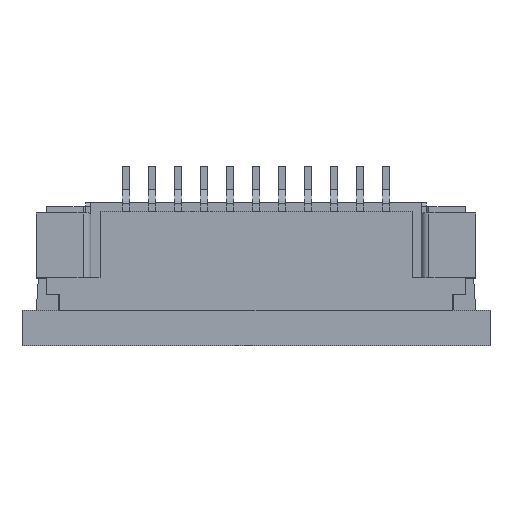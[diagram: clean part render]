
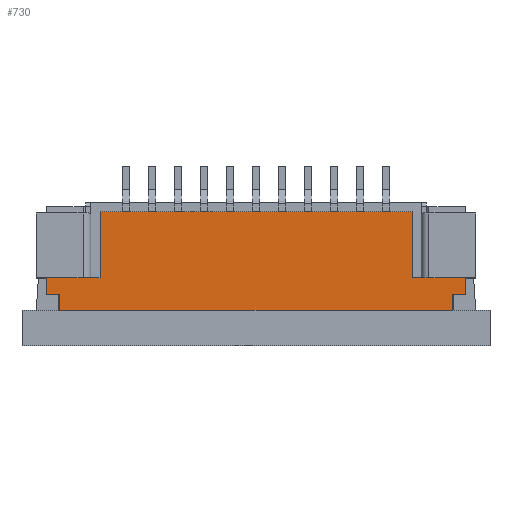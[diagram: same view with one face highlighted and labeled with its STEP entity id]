
A CAD part, top view. The second image highlights one B-rep face of the part: STEP entity #730.
In plain terms, the highlighted planar face has unit normal (0, 0, 1).
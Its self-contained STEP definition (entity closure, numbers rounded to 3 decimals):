
#730=ADVANCED_FACE('',(#3806),#3808,.T.);
#3806=FACE_BOUND('',#3807,.T.);
#3807=EDGE_LOOP('',(#6246,#6247,#6248,#6249,#6250,#6251,#6252,#6253,#6254,#6255,
#6256,#6257));
#3808=PLANE('',#3809);
#3809=AXIS2_PLACEMENT_3D('',#3810,#3811,#3812);
#3810=CARTESIAN_POINT('',(8.05,1.35,2.45));
#3811=DIRECTION('',(0.,-0.,1.));
#3812=DIRECTION('',(0.,1.,0.));
#6246=ORIENTED_EDGE('',*,*,#8115,.T.);
#6247=ORIENTED_EDGE('',*,*,#8117,.T.);
#6248=ORIENTED_EDGE('',*,*,#8118,.T.);
#6249=ORIENTED_EDGE('',*,*,#8119,.T.);
#6250=ORIENTED_EDGE('',*,*,#8120,.T.);
#6251=ORIENTED_EDGE('',*,*,#8121,.T.);
#6252=ORIENTED_EDGE('',*,*,#8122,.T.);
#6253=ORIENTED_EDGE('',*,*,#8123,.F.);
#6254=ORIENTED_EDGE('',*,*,#8124,.T.);
#6255=ORIENTED_EDGE('',*,*,#8125,.T.);
#6256=ORIENTED_EDGE('',*,*,#8068,.F.);
#6257=ORIENTED_EDGE('',*,*,#8059,.T.);
#8059=EDGE_CURVE('',#9128,#9138,#9140,.F.);
#8068=EDGE_CURVE('',#9128,#9156,#9157,.T.);
#8115=EDGE_CURVE('',#9138,#9244,#9245,.T.);
#8117=EDGE_CURVE('',#9244,#9247,#9248,.T.);
#8118=EDGE_CURVE('',#9247,#9249,#9250,.F.);
#8119=EDGE_CURVE('',#9249,#9251,#9252,.F.);
#8120=EDGE_CURVE('',#9251,#9253,#9254,.F.);
#8121=EDGE_CURVE('',#9253,#9255,#9256,.F.);
#8122=EDGE_CURVE('',#9255,#9257,#9258,.F.);
#8123=EDGE_CURVE('',#9259,#9257,#9260,.T.);
#8124=EDGE_CURVE('',#9259,#9261,#9262,.F.);
#8125=EDGE_CURVE('',#9261,#9156,#9263,.T.);
#9128=VERTEX_POINT('',#10638);
#9138=VERTEX_POINT('',#10658);
#9140=LINE('',#10662,#10663);
#9156=VERTEX_POINT('',#10696);
#9157=LINE('',#10697,#10698);
#9244=VERTEX_POINT('',#10878);
#9245=LINE('',#10879,#10880);
#9247=VERTEX_POINT('',#10885);
#9248=LINE('',#10886,#10887);
#9249=VERTEX_POINT('',#10889);
#9250=LINE('',#10890,#10891);
#9251=VERTEX_POINT('',#10893);
#9252=LINE('',#10894,#10895);
#9253=VERTEX_POINT('',#10897);
#9254=LINE('',#10898,#10899);
#9255=VERTEX_POINT('',#10901);
#9256=LINE('',#10902,#10903);
#9257=VERTEX_POINT('',#10905);
#9258=LINE('',#10906,#10907);
#9259=VERTEX_POINT('',#10909);
#9260=LINE('',#10910,#10911);
#9261=VERTEX_POINT('',#10913);
#9262=LINE('',#10914,#10915);
#9263=LINE('',#10917,#10918);
#10638=CARTESIAN_POINT('',(7.55,1.35,2.45));
#10658=CARTESIAN_POINT('',(7.55,1.95,2.45));
#10662=CARTESIAN_POINT('',(7.55,1.95,2.45));
#10663=VECTOR('',#10664,1.);
#10664=DIRECTION('',(0.,-1.,0.));
#10696=CARTESIAN_POINT('',(-7.55,1.35,2.45));
#10697=CARTESIAN_POINT('',(7.55,1.35,2.45));
#10698=VECTOR('',#10699,1.);
#10699=DIRECTION('',(-1.,0.,0.));
#10878=CARTESIAN_POINT('',(8.05,1.95,2.45));
#10879=CARTESIAN_POINT('',(7.55,1.95,2.45));
#10880=VECTOR('',#10881,1.);
#10881=DIRECTION('',(1.,0.,0.));
#10885=CARTESIAN_POINT('',(8.05,2.6,2.45));
#10886=CARTESIAN_POINT('',(8.05,1.95,2.45));
#10887=VECTOR('',#10888,1.);
#10888=DIRECTION('',(0.,1.,0.));
#10889=CARTESIAN_POINT('',(6.,2.6,2.45));
#10890=CARTESIAN_POINT('',(6.,2.6,2.45));
#10891=VECTOR('',#10892,1.);
#10892=DIRECTION('',(1.,0.,0.));
#10893=CARTESIAN_POINT('',(6.,5.15,2.45));
#10894=CARTESIAN_POINT('',(6.,5.15,2.45));
#10895=VECTOR('',#10896,1.);
#10896=DIRECTION('',(0.,-1.,0.));
#10897=CARTESIAN_POINT('',(-6.,5.15,2.45));
#10898=CARTESIAN_POINT('',(-6.,5.15,2.45));
#10899=VECTOR('',#10900,1.);
#10900=DIRECTION('',(1.,0.,0.));
#10901=CARTESIAN_POINT('',(-6.,2.6,2.45));
#10902=CARTESIAN_POINT('',(-6.,2.6,2.45));
#10903=VECTOR('',#10904,1.);
#10904=DIRECTION('',(0.,1.,0.));
#10905=CARTESIAN_POINT('',(-8.05,2.6,2.45));
#10906=CARTESIAN_POINT('',(-8.05,2.6,2.45));
#10907=VECTOR('',#10908,1.);
#10908=DIRECTION('',(1.,0.,0.));
#10909=CARTESIAN_POINT('',(-8.05,1.95,2.45));
#10910=CARTESIAN_POINT('',(-8.05,1.95,2.45));
#10911=VECTOR('',#10912,1.);
#10912=DIRECTION('',(0.,1.,0.));
#10913=CARTESIAN_POINT('',(-7.55,1.95,2.45));
#10914=CARTESIAN_POINT('',(-7.55,1.95,2.45));
#10915=VECTOR('',#10916,1.);
#10916=DIRECTION('',(-1.,0.,0.));
#10917=CARTESIAN_POINT('',(-7.55,1.95,2.45));
#10918=VECTOR('',#10919,1.);
#10919=DIRECTION('',(0.,-1.,0.));
